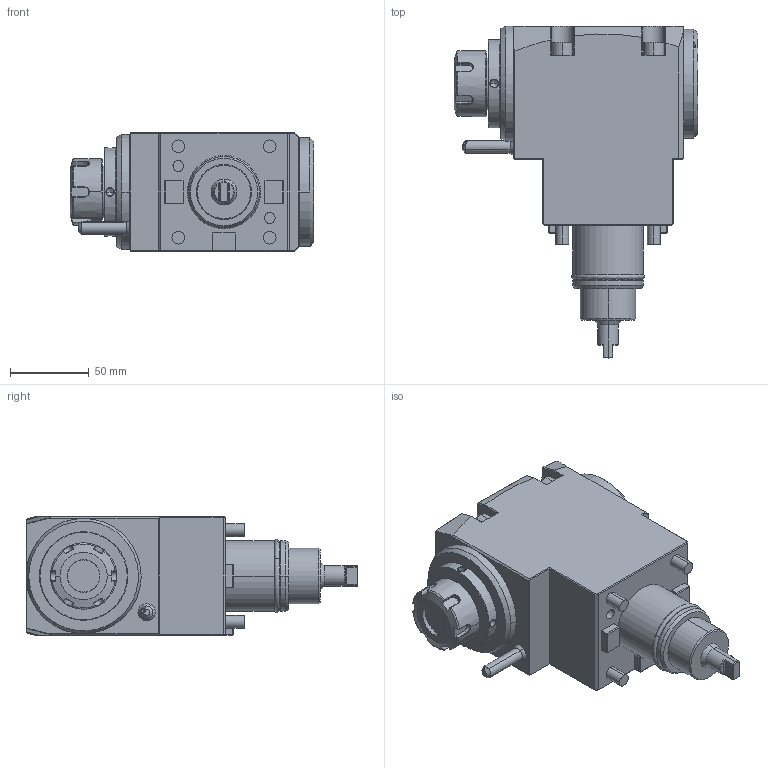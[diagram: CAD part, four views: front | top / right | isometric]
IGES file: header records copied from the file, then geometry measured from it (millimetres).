
Start section:  PTC IGES file: ngt2_45_201_25_1_3_90_do.igs
Global section: file name: ngt2_45_201_25_1_3_90_do.igs; native system: Pro/ENGINEER by Parametric Technology Corporation; preprocessor: 2010280; author: vali; organization: Unknown; date: 20230831.125337; units: millimetre
Bounding box: 154.6 x 210.5 x 75 mm (x, y, z)
Volume: 1133915.7 mm3; surface area: 87482.1 mm2
Topology: 2 solids, 2 shells, 367 faces, 909 edges, 562 vertices
Faces by surface type: bspline 229, revolution 138
